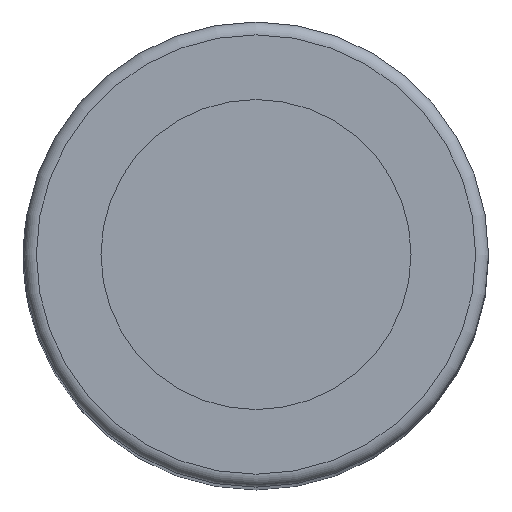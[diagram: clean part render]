
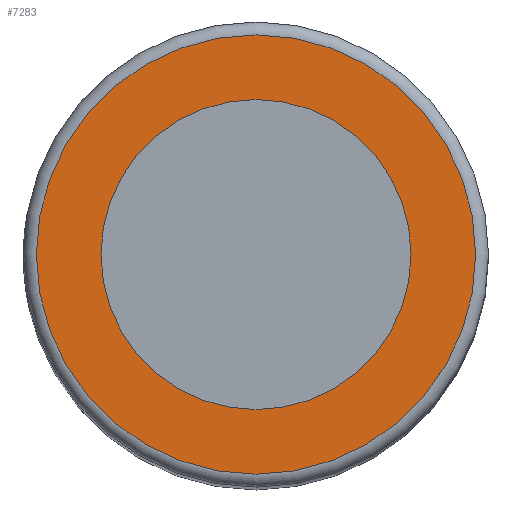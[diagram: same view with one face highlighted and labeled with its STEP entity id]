
A CAD part, top view. The second image highlights one B-rep face of the part: STEP entity #7283.
In plain terms, the highlighted planar face has unit normal (0, 0, 1).
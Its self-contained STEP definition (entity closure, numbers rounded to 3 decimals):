
#7256=CARTESIAN_POINT('',(0.0,0.0,0.0));
#7257=DIRECTION('',(0.0,0.0,-1.0));
#7258=DIRECTION('',(-1.0,0.0,0.0));
#7259=AXIS2_PLACEMENT_3D('',#7256,#7257,#7258);
#7260=PLANE('',#7259);
#7261=CARTESIAN_POINT('',(6.0,0.,0.0));
#7262=VERTEX_POINT('',#7261);
#7263=CARTESIAN_POINT('',(0.0,0.0,0.0));
#7264=DIRECTION('',(0.0,0.0,1.0));
#7265=DIRECTION('',(1.0,0.0,0.0));
#7266=AXIS2_PLACEMENT_3D('',#7263,#7264,#7265);
#7267=CIRCLE('',#7266,6.0);
#7268=EDGE_CURVE('',#7262,#7262,#7267,.T.);
#7269=ORIENTED_EDGE('',*,*,#7268,.F.);
#7270=EDGE_LOOP('',(#7269));
#7271=FACE_BOUND('',#7270,.T.);
#7272=CARTESIAN_POINT('',(-8.5,0.,0.));
#7273=VERTEX_POINT('',#7272);
#7274=CARTESIAN_POINT('',(0.0,0.0,0.0));
#7275=DIRECTION('',(-0.0,-0.0,1.0));
#7276=DIRECTION('',(-1.0,0.0,0.0));
#7277=AXIS2_PLACEMENT_3D('',#7274,#7275,#7276);
#7278=CIRCLE('',#7277,8.5);
#7279=EDGE_CURVE('',#7273,#7273,#7278,.T.);
#7280=ORIENTED_EDGE('',*,*,#7279,.T.);
#7281=EDGE_LOOP('',(#7280));
#7282=FACE_BOUND('',#7281,.T.);
#7283=ADVANCED_FACE('',(#7271,#7282),#7260,.F.);
